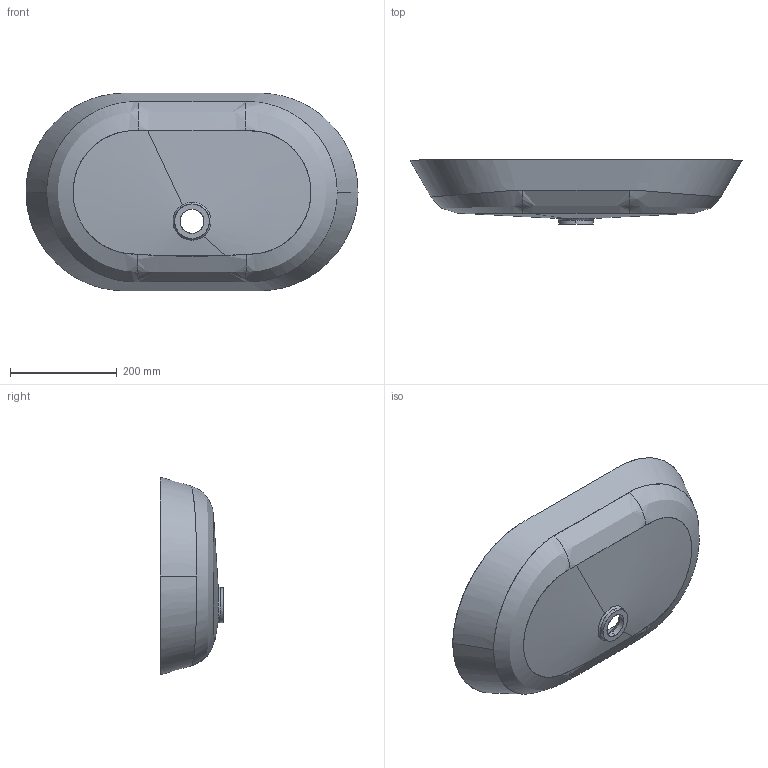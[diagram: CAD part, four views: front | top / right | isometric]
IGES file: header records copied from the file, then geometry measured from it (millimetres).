
Start section: SolidWorks IGES file using analytic representation for surfaces
Global section: file name: MA013.IGS; native system: SolidWorks 2017; preprocessor: SolidWorks 2017; author: a.brost; date: 180629.105142; units: millimetre
Bounding box: 623 x 120 x 370.79 mm (x, y, z)
Surface area: 571531 mm2 (no closed solid volume)
Topology: 0 solids, 0 shells, 26 faces, 1169 edges, 1169 vertices
Faces by surface type: bspline 22, revolution 4
